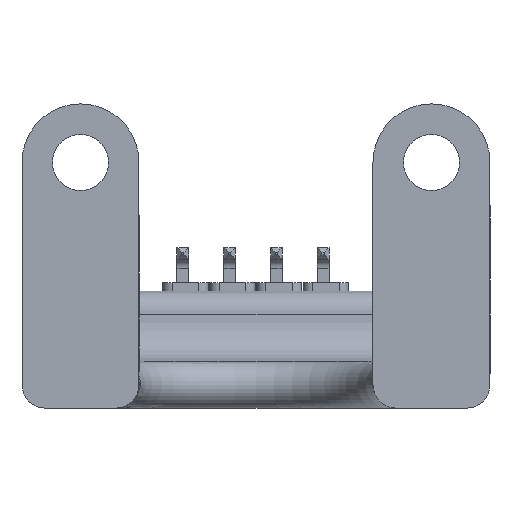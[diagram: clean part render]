
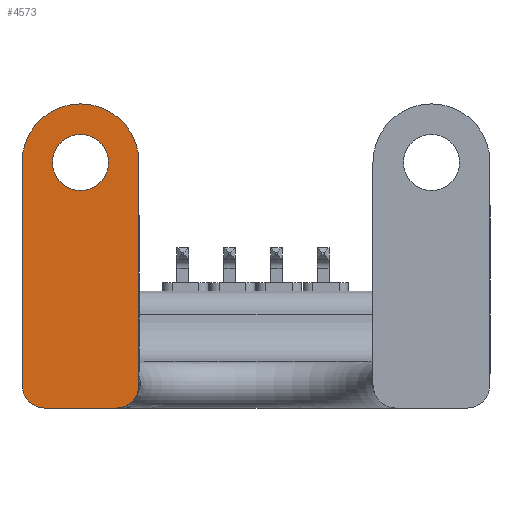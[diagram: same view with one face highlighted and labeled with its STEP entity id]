
A CAD part, front view. The second image highlights one B-rep face of the part: STEP entity #4573.
In plain terms, the highlighted planar face has unit normal (0, -1, 0).
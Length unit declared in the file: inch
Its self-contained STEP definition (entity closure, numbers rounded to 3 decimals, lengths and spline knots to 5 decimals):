
#165=FACE_BOUND($,#1698,.T.);
#166=FACE_BOUND($,#1699,.T.);
#222=PLANE($,#4916);
#444=LINE($,#7216,#906);
#460=LINE($,#7332,#922);
#463=LINE($,#7339,#925);
#906=VECTOR($,#5435,0.15);
#922=VECTOR($,#5523,0.475);
#925=VECTOR($,#5532,0.475);
#1698=EDGE_LOOP($,(#3539));
#1699=EDGE_LOOP($,(#3540,#3541,#3542,#3543,#3544,#3545));
#2021=CIRCLE($,#4882,0.05);
#2033=CIRCLE($,#4906,0.125);
#2038=CIRCLE($,#4915,0.05);
#2039=CIRCLE($,#4917,0.06);
#2211=VERTEX_POINT($,#7213);
#2212=VERTEX_POINT($,#7215);
#2217=VERTEX_POINT($,#7238);
#2227=VERTEX_POINT($,#7329);
#2228=VERTEX_POINT($,#7331);
#2229=VERTEX_POINT($,#7335);
#2230=VERTEX_POINT($,#7349);
#2682=EDGE_CURVE($,#2212,#2211,#444,.T.);
#2694=EDGE_CURVE($,#2212,#2217,#2021,.T.);
#2719=EDGE_CURVE($,#2228,#2227,#460,.T.);
#2722=EDGE_CURVE($,#2227,#2229,#2033,.T.);
#2723=EDGE_CURVE($,#2229,#2217,#463,.T.);
#2728=EDGE_CURVE($,#2228,#2211,#2038,.T.);
#2729=EDGE_CURVE($,#2230,#2230,#2039,.T.);
#3539=ORIENTED_EDGE($,*,*,#2729,.T.);
#3540=ORIENTED_EDGE($,*,*,#2728,.F.);
#3541=ORIENTED_EDGE($,*,*,#2719,.T.);
#3542=ORIENTED_EDGE($,*,*,#2722,.T.);
#3543=ORIENTED_EDGE($,*,*,#2723,.T.);
#3544=ORIENTED_EDGE($,*,*,#2694,.F.);
#3545=ORIENTED_EDGE($,*,*,#2682,.T.);
#4573=ADVANCED_FACE($,(#165,#166),#222,.T.);
#4882=AXIS2_PLACEMENT_3D($,#7239,#5466,#5467);
#4906=AXIS2_PLACEMENT_3D($,#7337,#5528,#5529);
#4915=AXIS2_PLACEMENT_3D($,#7347,#5547,#5548);
#4916=AXIS2_PLACEMENT_3D($,#7348,#5549,#5550);
#4917=AXIS2_PLACEMENT_3D($,#7350,#5551,#5552);
#5435=DIRECTION($,(1.,0.,0.));
#5466=DIRECTION('center_axis',(0.,1.,0.));
#5467=DIRECTION('ref_axis',(-0.707,0.,-0.707));
#5523=DIRECTION($,(0.,0.,1.));
#5528=DIRECTION('center_axis',(0.,-1.,0.));
#5529=DIRECTION('ref_axis',(1.,0.,0.));
#5532=DIRECTION($,(0.,0.,-1.));
#5547=DIRECTION('center_axis',(0.,1.,0.));
#5548=DIRECTION('ref_axis',(0.707,0.,-0.707));
#5549=DIRECTION('center_axis',(0.,-1.,0.));
#5550=DIRECTION('ref_axis',(0.,0.,-1.));
#5551=DIRECTION('center_axis',(0.,1.,0.));
#5552=DIRECTION('ref_axis',(-1.,0.,0.));
#7213=CARTESIAN_POINT('',(-0.55,-0.1,0.));
#7215=CARTESIAN_POINT('',(-0.7,-0.1,0.));
#7216=CARTESIAN_POINT($,(-0.75,-0.1,0.));
#7238=CARTESIAN_POINT('',(-0.75,-0.1,0.05));
#7239=CARTESIAN_POINT('Origin',(-0.7,-0.1,0.05));
#7329=CARTESIAN_POINT('',(-0.5,-0.1,0.525));
#7331=CARTESIAN_POINT('',(-0.5,-0.1,0.05));
#7332=CARTESIAN_POINT($,(-0.5,-0.1,0.));
#7335=CARTESIAN_POINT('',(-0.75,-0.1,0.525));
#7337=CARTESIAN_POINT('Origin',(-0.625,-0.1,0.525));
#7339=CARTESIAN_POINT($,(-0.75,-0.1,0.525));
#7347=CARTESIAN_POINT('Origin',(-0.55,-0.1,0.05));
#7348=CARTESIAN_POINT('Origin',(-0.625,-0.1,0.05));
#7349=CARTESIAN_POINT('',(-0.565,-0.1,0.525));
#7350=CARTESIAN_POINT('Origin',(-0.625,-0.1,0.525));
